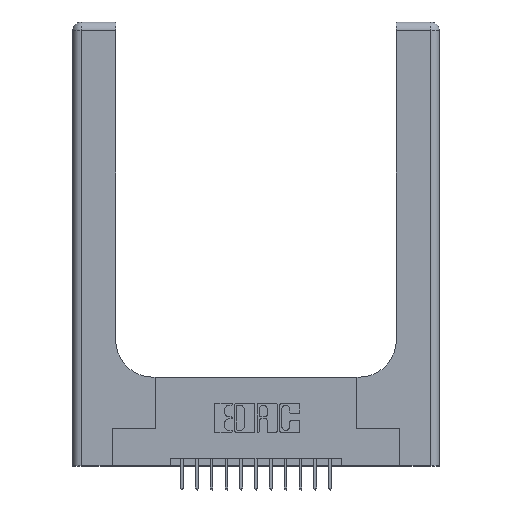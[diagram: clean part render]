
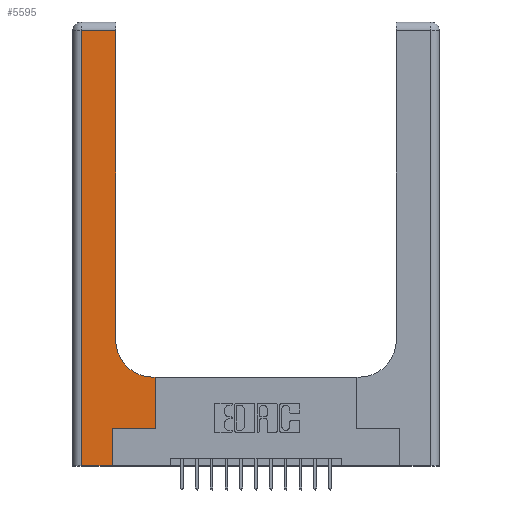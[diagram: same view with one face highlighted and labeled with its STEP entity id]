
A CAD part, top view. The second image highlights one B-rep face of the part: STEP entity #5595.
In plain terms, the highlighted planar face has unit normal (0, 0, 1).
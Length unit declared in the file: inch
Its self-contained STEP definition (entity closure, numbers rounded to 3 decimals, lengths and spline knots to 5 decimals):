
#73 = LINE ( 'NONE', #14141, #6765 ) ;
#585 = CARTESIAN_POINT ( 'NONE',  ( 0., 0., 0.37 ) ) ;
#662 = EDGE_CURVE ( 'NONE', #6761, #7669, #1789, .T. ) ;
#1185 = CARTESIAN_POINT ( 'NONE',  ( 0.2915, 2.94, 0.37 ) ) ;
#1314 = VECTOR ( 'NONE', #6774, 39.37008 ) ;
#1376 = EDGE_CURVE ( 'NONE', #10013, #6761, #5309, .T. ) ;
#1403 = ORIENTED_EDGE ( 'NONE', *, *, #13316, .T. ) ;
#1482 = EDGE_CURVE ( 'NONE', #2571, #5802, #3992, .T. ) ;
#1528 = VECTOR ( 'NONE', #8794, 39.37008 ) ;
#1789 = LINE ( 'NONE', #13442, #12521 ) ;
#1929 = EDGE_CURVE ( 'NONE', #13207, #7365, #12926, .T. ) ;
#1966 = DIRECTION ( 'NONE',  ( 0., 1., 0. ) ) ;
#2030 = AXIS2_PLACEMENT_3D ( 'NONE', #4978, #14641, #6397 ) ;
#2035 = CARTESIAN_POINT ( 'NONE',  ( 0.269, 0., 0.37 ) ) ;
#2055 = DIRECTION ( 'NONE',  ( 1., 0., 0. ) ) ;
#2107 = EDGE_CURVE ( 'NONE', #11896, #13207, #6210, .T. ) ;
#2571 = VERTEX_POINT ( 'NONE', #7658 ) ;
#2996 = EDGE_CURVE ( 'NONE', #5802, #11896, #73, .T. ) ;
#3178 = CARTESIAN_POINT ( 'NONE',  ( 0., 3., 0.37 ) ) ;
#3379 = CARTESIAN_POINT ( 'NONE',  ( 0.5585, 0.25, 0.37 ) ) ;
#3432 = DIRECTION ( 'NONE',  ( 0., 1., 0. ) ) ;
#3729 = CARTESIAN_POINT ( 'NONE',  ( 0.06, 0., 0.37 ) ) ;
#3825 = CARTESIAN_POINT ( 'NONE',  ( 0.2915, 3., 0.37 ) ) ;
#3992 = LINE ( 'NONE', #2035, #10995 ) ;
#4383 = CARTESIAN_POINT ( 'NONE',  ( 0.06, 2.94, 0.37 ) ) ;
#4429 = DIRECTION ( 'NONE',  ( 0., -1., 0. ) ) ;
#4553 = ORIENTED_EDGE ( 'NONE', *, *, #2996, .T. ) ;
#4624 = DIRECTION ( 'NONE',  ( -1., 0., 0. ) ) ;
#4677 = LINE ( 'NONE', #585, #15237 ) ;
#4978 = CARTESIAN_POINT ( 'NONE',  ( 0.5415, 0.85, 0.37 ) ) ;
#5190 = EDGE_CURVE ( 'NONE', #7365, #5642, #9751, .T. ) ;
#5309 = LINE ( 'NONE', #8737, #1528 ) ;
#5457 = AXIS2_PLACEMENT_3D ( 'NONE', #3178, #12927, #4624 ) ;
#5595 = ADVANCED_FACE ( 'NONE', ( #11036 ), #8764, .F. ) ;
#5625 = ORIENTED_EDGE ( 'NONE', *, *, #1376, .T. ) ;
#5642 = VERTEX_POINT ( 'NONE', #15701 ) ;
#5802 = VERTEX_POINT ( 'NONE', #9141 ) ;
#5861 = ORIENTED_EDGE ( 'NONE', *, *, #2107, .T. ) ;
#6078 = ORIENTED_EDGE ( 'NONE', *, *, #662, .T. ) ;
#6210 = LINE ( 'NONE', #3379, #17198 ) ;
#6397 = DIRECTION ( 'NONE',  ( 1., 0., 0. ) ) ;
#6761 = VERTEX_POINT ( 'NONE', #4383 ) ;
#6765 = VECTOR ( 'NONE', #16344, 39.37008 ) ;
#6774 = DIRECTION ( 'NONE',  ( -1., 0., 0. ) ) ;
#7053 = CARTESIAN_POINT ( 'NONE',  ( 0.2915, 0.6, 0.37 ) ) ;
#7365 = VERTEX_POINT ( 'NONE', #11143 ) ;
#7403 = ORIENTED_EDGE ( 'NONE', *, *, #5190, .T. ) ;
#7527 = EDGE_CURVE ( 'NONE', #7669, #2571, #4677, .T. ) ;
#7658 = CARTESIAN_POINT ( 'NONE',  ( 0.269, 0., 0.37 ) ) ;
#7669 = VERTEX_POINT ( 'NONE', #3729 ) ;
#7770 = EDGE_LOOP ( 'NONE', ( #1403, #5625, #6078, #13847, #7813, #4553, #5861, #10885, #7403 ) ) ;
#7813 = ORIENTED_EDGE ( 'NONE', *, *, #1482, .T. ) ;
#8737 = CARTESIAN_POINT ( 'NONE',  ( 0., 2.94, 0.37 ) ) ;
#8764 = PLANE ( 'NONE',  #5457 ) ;
#8794 = DIRECTION ( 'NONE',  ( -1., 0., 0. ) ) ;
#9141 = CARTESIAN_POINT ( 'NONE',  ( 0.269, 0.25, 0.37 ) ) ;
#9373 = VECTOR ( 'NONE', #9466, 39.37008 ) ;
#9466 = DIRECTION ( 'NONE',  ( 0., 1., 0. ) ) ;
#9751 = CIRCLE ( 'NONE', #2030, 0.25 ) ;
#10013 = VERTEX_POINT ( 'NONE', #1185 ) ;
#10312 = CARTESIAN_POINT ( 'NONE',  ( 0.5585, 0.6, 0.37 ) ) ;
#10885 = ORIENTED_EDGE ( 'NONE', *, *, #1929, .T. ) ;
#10995 = VECTOR ( 'NONE', #1966, 39.37008 ) ;
#11036 = FACE_OUTER_BOUND ( 'NONE', #7770, .T. ) ;
#11143 = CARTESIAN_POINT ( 'NONE',  ( 0.5415, 0.6, 0.37 ) ) ;
#11896 = VERTEX_POINT ( 'NONE', #12401 ) ;
#12401 = CARTESIAN_POINT ( 'NONE',  ( 0.5585, 0.25, 0.37 ) ) ;
#12521 = VECTOR ( 'NONE', #4429, 39.37008 ) ;
#12926 = LINE ( 'NONE', #7053, #1314 ) ;
#12927 = DIRECTION ( 'NONE',  ( 0., 0., -1. ) ) ;
#13207 = VERTEX_POINT ( 'NONE', #10312 ) ;
#13316 = EDGE_CURVE ( 'NONE', #5642, #10013, #16628, .T. ) ;
#13442 = CARTESIAN_POINT ( 'NONE',  ( 0.06, 3., 0.37 ) ) ;
#13847 = ORIENTED_EDGE ( 'NONE', *, *, #7527, .T. ) ;
#14141 = CARTESIAN_POINT ( 'NONE',  ( 0.269, 0.25, 0.37 ) ) ;
#14641 = DIRECTION ( 'NONE',  ( 0., 0., -1. ) ) ;
#15237 = VECTOR ( 'NONE', #2055, 39.37008 ) ;
#15701 = CARTESIAN_POINT ( 'NONE',  ( 0.2915, 0.85, 0.37 ) ) ;
#16344 = DIRECTION ( 'NONE',  ( 1., 0., 0. ) ) ;
#16628 = LINE ( 'NONE', #3825, #9373 ) ;
#17198 = VECTOR ( 'NONE', #3432, 39.37008 ) ;
